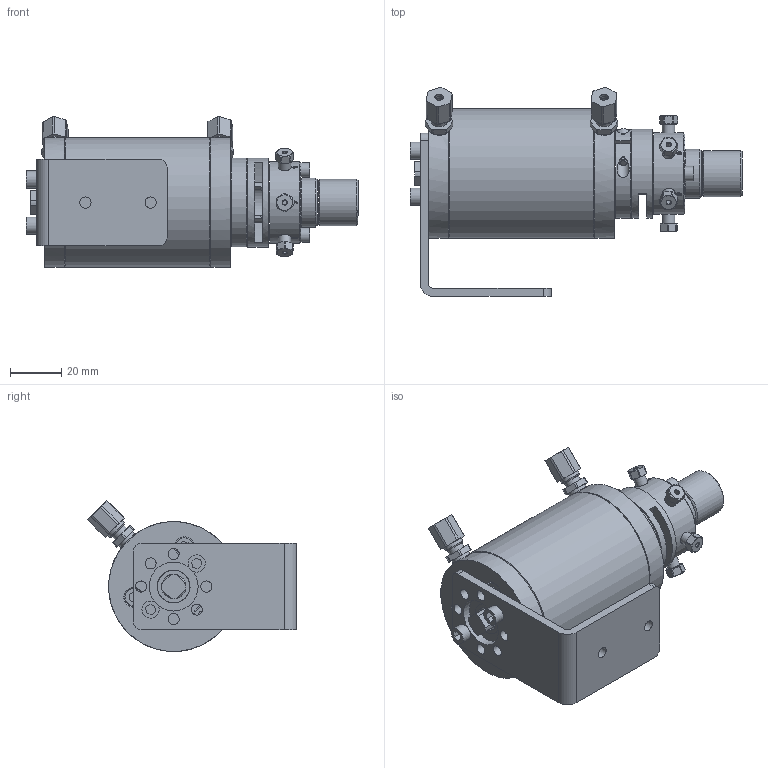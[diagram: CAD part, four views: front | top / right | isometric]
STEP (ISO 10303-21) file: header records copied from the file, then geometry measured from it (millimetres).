
FILE_DESCRIPTION((''),'2;1');
FILE_NAME('312338-AC6W 6 port 2-pos valve air actuated.stp','2013-08-09T15:43:28',('Franzp'),(''),'Autodesk Inventor 2013','Autodesk Inventor 2013','');
FILE_SCHEMA(('AUTOMOTIVE_DESIGN { 1 0 10303 214 1 1 1 1 }'));
Length unit declared in the file: millimetre
Products named in the file (1): 312338_Shrinkwrap_1
Bounding box: 129.25 x 81.22 x 58.72 mm (x, y, z)
Surface area: 35731.7 mm2 (no closed solid volume)
Topology: 0 solids, 49 shells, 322 faces, 1062 edges, 769 vertices
Faces by surface type: plane 170, cylinder 117, cone 35
Full cylindrical faces by diameter (mm): 1.727 x6, 2.642 x2, 3.3 x4, 3.51 x1, 4.32 x8, 4.76 x1, 4.826 x6, 5.65 x3, 5.84 x1, 6.3 x2, 6.7 x2, 7.5 x2, 7.65 x2, 7.938 x2, 9.48 x1, 9.525 x1, 14.681 x1, 18 x1, 19.05 x2, 19.075 x1, 31.75 x1, 34.671 x1, 50.54 x2, 50.69 x1
Entity records: 12263 total; most frequent: CARTESIAN_POINT 3001, DIRECTION 1784, ORIENTED_EDGE 1538, EDGE_CURVE 937, VERTEX_POINT 730, AXIS2_PLACEMENT_3D 688, EDGE_LOOP 504, VECTOR 408
